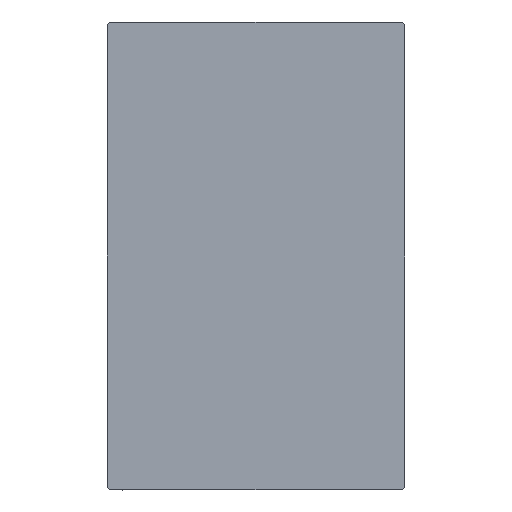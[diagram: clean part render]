
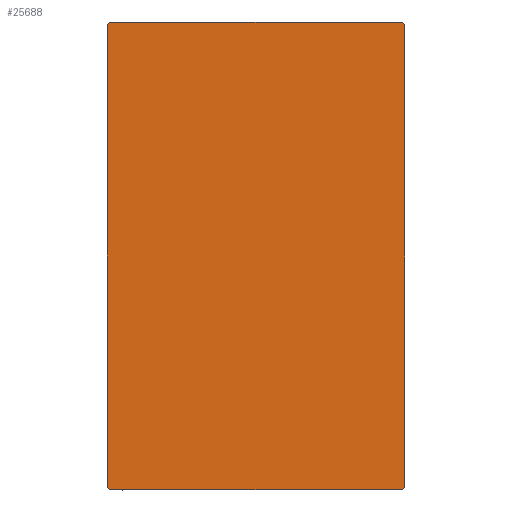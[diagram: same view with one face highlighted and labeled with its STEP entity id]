
A CAD part, left-side view. The second image highlights one B-rep face of the part: STEP entity #25688.
In plain terms, the highlighted face is planar.
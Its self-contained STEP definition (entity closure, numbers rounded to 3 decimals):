
#651 = ORIENTED_EDGE ( 'NONE', *, *, #4027, .T. ) ;
#3012 = EDGE_CURVE ( 'NONE', #23655, #32554, #24620, .T. ) ;
#4027 = EDGE_CURVE ( 'NONE', #23759, #23655, #15286, .T. ) ;
#4492 = EDGE_CURVE ( 'NONE', #18895, #23759, #35870, .T. ) ;
#5533 = CARTESIAN_POINT ( 'NONE',  ( 56., -22.35, 22.35 ) ) ;
#5682 = CARTESIAN_POINT ( 'NONE',  ( 56., -22.35, -22.35 ) ) ;
#7692 = CARTESIAN_POINT ( 'NONE',  ( 56., 17.2, 27.5 ) ) ;
#7762 = ORIENTED_EDGE ( 'NONE', *, *, #31036, .T. ) ;
#7916 = ORIENTED_EDGE ( 'NONE', *, *, #4492, .T. ) ;
#9012 = DIRECTION ( 'NONE',  ( 0., -0.707, -0.707 ) ) ;
#10336 = VECTOR ( 'NONE', #9012, 1000. ) ;
#10765 = VECTOR ( 'NONE', #32224, 1000. ) ;
#11187 = EDGE_CURVE ( 'NONE', #29751, #35545, #16211, .T. ) ;
#11255 = DIRECTION ( 'NONE',  ( 1., 0., 0. ) ) ;
#11714 = LINE ( 'NONE', #14994, #23615 ) ;
#12372 = VECTOR ( 'NONE', #32314, 1000. ) ;
#12846 = CARTESIAN_POINT ( 'NONE',  ( 56., 17.5, 27.5 ) ) ;
#13535 = EDGE_CURVE ( 'NONE', #34275, #18895, #42733, .T. ) ;
#14679 = AXIS2_PLACEMENT_3D ( 'NONE', #24964, #11255, #28007 ) ;
#14994 = CARTESIAN_POINT ( 'NONE',  ( 56., 22.35, -22.35 ) ) ;
#15286 = LINE ( 'NONE', #5682, #10765 ) ;
#16081 = DIRECTION ( 'NONE',  ( 0., 0., -1. ) ) ;
#16211 = LINE ( 'NONE', #19049, #12372 ) ;
#16431 = EDGE_LOOP ( 'NONE', ( #31365, #28258, #18584, #34962, #7762, #29851, #7916, #651 ) ) ;
#16734 = CARTESIAN_POINT ( 'NONE',  ( 56., -17.2, 27.5 ) ) ;
#18568 = CARTESIAN_POINT ( 'NONE',  ( 56., -17.2, -27.5 ) ) ;
#18584 = ORIENTED_EDGE ( 'NONE', *, *, #38845, .T. ) ;
#18747 = DIRECTION ( 'NONE',  ( 0., 1., 0. ) ) ;
#18895 = VERTEX_POINT ( 'NONE', #22505 ) ;
#19049 = CARTESIAN_POINT ( 'NONE',  ( 56., 22.35, 22.35 ) ) ;
#20532 = CARTESIAN_POINT ( 'NONE',  ( 56., 17.2, -27.5 ) ) ;
#20579 = VECTOR ( 'NONE', #24480, 1000. ) ;
#21478 = PLANE ( 'NONE',  #14679 ) ;
#21689 = FACE_OUTER_BOUND ( 'NONE', #16431, .T. ) ;
#21740 = EDGE_CURVE ( 'NONE', #32554, #30358, #11714, .T. ) ;
#22505 = CARTESIAN_POINT ( 'NONE',  ( 56., -17.5, 27.2 ) ) ;
#22846 = LINE ( 'NONE', #12846, #39801 ) ;
#23615 = VECTOR ( 'NONE', #28244, 1000. ) ;
#23655 = VERTEX_POINT ( 'NONE', #18568 ) ;
#23759 = VERTEX_POINT ( 'NONE', #38791 ) ;
#24480 = DIRECTION ( 'NONE',  ( 0., 0., 1. ) ) ;
#24620 = LINE ( 'NONE', #28746, #40652 ) ;
#24964 = CARTESIAN_POINT ( 'NONE',  ( 56., 0., 0. ) ) ;
#25688 = ADVANCED_FACE ( 'NONE', ( #21689 ), #21478, .T. ) ;
#27743 = LINE ( 'NONE', #41023, #20579 ) ;
#28007 = DIRECTION ( 'NONE',  ( 0., 0., -1. ) ) ;
#28054 = CARTESIAN_POINT ( 'NONE',  ( 56., 17.5, 27.2 ) ) ;
#28244 = DIRECTION ( 'NONE',  ( 0., 0.707, 0.707 ) ) ;
#28258 = ORIENTED_EDGE ( 'NONE', *, *, #21740, .T. ) ;
#28746 = CARTESIAN_POINT ( 'NONE',  ( 56., -17.5, -27.5 ) ) ;
#29751 = VERTEX_POINT ( 'NONE', #28054 ) ;
#29851 = ORIENTED_EDGE ( 'NONE', *, *, #13535, .T. ) ;
#30358 = VERTEX_POINT ( 'NONE', #32370 ) ;
#31036 = EDGE_CURVE ( 'NONE', #35545, #34275, #22846, .T. ) ;
#31365 = ORIENTED_EDGE ( 'NONE', *, *, #3012, .T. ) ;
#32224 = DIRECTION ( 'NONE',  ( 0., 0.707, -0.707 ) ) ;
#32314 = DIRECTION ( 'NONE',  ( 0., -0.707, 0.707 ) ) ;
#32370 = CARTESIAN_POINT ( 'NONE',  ( 56., 17.5, -27.2 ) ) ;
#32554 = VERTEX_POINT ( 'NONE', #20532 ) ;
#33040 = VECTOR ( 'NONE', #16081, 1000. ) ;
#34275 = VERTEX_POINT ( 'NONE', #16734 ) ;
#34962 = ORIENTED_EDGE ( 'NONE', *, *, #11187, .T. ) ;
#35545 = VERTEX_POINT ( 'NONE', #7692 ) ;
#35870 = LINE ( 'NONE', #36079, #33040 ) ;
#35908 = DIRECTION ( 'NONE',  ( 0., -1., 0. ) ) ;
#36079 = CARTESIAN_POINT ( 'NONE',  ( 56., -17.5, 27.5 ) ) ;
#38791 = CARTESIAN_POINT ( 'NONE',  ( 56., -17.5, -27.2 ) ) ;
#38845 = EDGE_CURVE ( 'NONE', #30358, #29751, #27743, .T. ) ;
#39801 = VECTOR ( 'NONE', #35908, 1000. ) ;
#40652 = VECTOR ( 'NONE', #18747, 1000. ) ;
#41023 = CARTESIAN_POINT ( 'NONE',  ( 56., 17.5, -27.5 ) ) ;
#42733 = LINE ( 'NONE', #5533, #10336 ) ;
